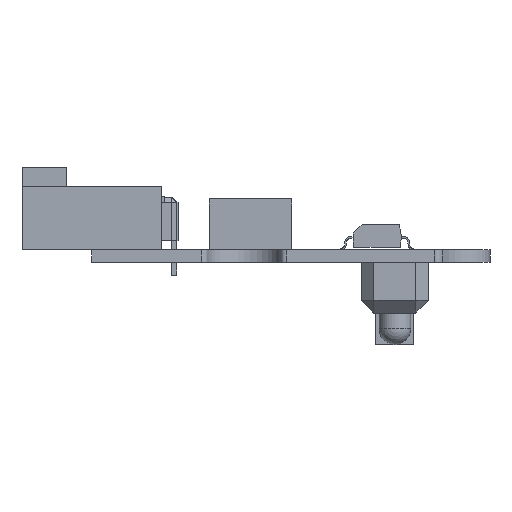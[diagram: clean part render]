
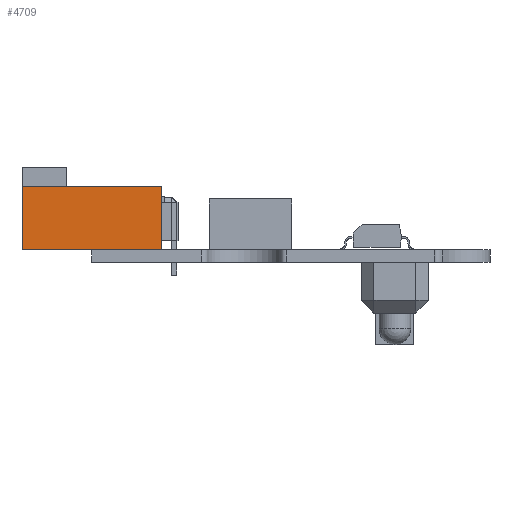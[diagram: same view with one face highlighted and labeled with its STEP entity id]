
A CAD part, front view. The second image highlights one B-rep face of the part: STEP entity #4709.
In plain terms, the highlighted planar face has unit normal (0, -1, 0).
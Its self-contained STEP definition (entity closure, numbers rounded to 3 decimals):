
#1840 = PLANE('',#1841);
#1841 = AXIS2_PLACEMENT_3D('',#1842,#1843,#1844);
#1842 = CARTESIAN_POINT('',(-8.,-4.75,1.));
#1843 = DIRECTION('',(1.,0.,0.));
#1844 = DIRECTION('',(0.,0.,1.));
#1975 = VERTEX_POINT('',#1976);
#1976 = CARTESIAN_POINT('',(-8.,-4.75,6.));
#1990 = PLANE('',#1991);
#1991 = AXIS2_PLACEMENT_3D('',#1992,#1993,#1994);
#1992 = CARTESIAN_POINT('',(-15.5,-4.75,6.));
#1993 = DIRECTION('',(0.,0.,-1.));
#1994 = DIRECTION('',(-1.,0.,0.));
#2002 = EDGE_CURVE('',#2003,#1975,#2005,.T.);
#2003 = VERTEX_POINT('',#2004);
#2004 = CARTESIAN_POINT('',(-8.,-4.75,1.));
#2005 = SURFACE_CURVE('',#2006,(#2010,#2017),.PCURVE_S1.);
#2006 = LINE('',#2007,#2008);
#2007 = CARTESIAN_POINT('',(-8.,-4.75,1.));
#2008 = VECTOR('',#2009,1.);
#2009 = DIRECTION('',(0.,0.,1.));
#2010 = PCURVE('',#1840,#2011);
#2011 = DEFINITIONAL_REPRESENTATION('',(#2012),#2016);
#2012 = LINE('',#2013,#2014);
#2013 = CARTESIAN_POINT('',(0.,0.));
#2014 = VECTOR('',#2015,1.);
#2015 = DIRECTION('',(1.,0.));
#2016 = ( GEOMETRIC_REPRESENTATION_CONTEXT(2) 
PARAMETRIC_REPRESENTATION_CONTEXT() REPRESENTATION_CONTEXT('2D SPACE',''
  ) );
#2017 = PCURVE('',#2018,#2023);
#2018 = PLANE('',#2019);
#2019 = AXIS2_PLACEMENT_3D('',#2020,#2021,#2022);
#2020 = CARTESIAN_POINT('',(-13.5,-4.75,3.5));
#2021 = DIRECTION('',(0.,1.,0.));
#2022 = DIRECTION('',(1.,0.,0.));
#2023 = DEFINITIONAL_REPRESENTATION('',(#2024),#2028);
#2024 = LINE('',#2025,#2026);
#2025 = CARTESIAN_POINT('',(5.5,2.5));
#2026 = VECTOR('',#2027,1.);
#2027 = DIRECTION('',(0.,-1.));
#2028 = ( GEOMETRIC_REPRESENTATION_CONTEXT(2) 
PARAMETRIC_REPRESENTATION_CONTEXT() REPRESENTATION_CONTEXT('2D SPACE',''
  ) );
#2044 = PLANE('',#2045);
#2045 = AXIS2_PLACEMENT_3D('',#2046,#2047,#2048);
#2046 = CARTESIAN_POINT('',(-13.653,0.397,1.));
#2047 = DIRECTION('',(0.,0.,1.));
#2048 = DIRECTION('',(1.,0.,0.));
#2179 = PLANE('',#2180);
#2180 = AXIS2_PLACEMENT_3D('',#2181,#2182,#2183);
#2181 = CARTESIAN_POINT('',(-19.,-4.75,1.));
#2182 = DIRECTION('',(-1.,0.,0.));
#2183 = DIRECTION('',(0.,0.,-1.));
#2306 = VERTEX_POINT('',#2307);
#2307 = CARTESIAN_POINT('',(-19.,-4.75,1.));
#2328 = EDGE_CURVE('',#2329,#2306,#2331,.T.);
#2329 = VERTEX_POINT('',#2330);
#2330 = CARTESIAN_POINT('',(-19.,-4.75,6.));
#2331 = SURFACE_CURVE('',#2332,(#2336,#2343),.PCURVE_S1.);
#2332 = LINE('',#2333,#2334);
#2333 = CARTESIAN_POINT('',(-19.,-4.75,6.));
#2334 = VECTOR('',#2335,1.);
#2335 = DIRECTION('',(0.,0.,-1.));
#2336 = PCURVE('',#2179,#2337);
#2337 = DEFINITIONAL_REPRESENTATION('',(#2338),#2342);
#2338 = LINE('',#2339,#2340);
#2339 = CARTESIAN_POINT('',(-5.,0.));
#2340 = VECTOR('',#2341,1.);
#2341 = DIRECTION('',(1.,0.));
#2342 = ( GEOMETRIC_REPRESENTATION_CONTEXT(2) 
PARAMETRIC_REPRESENTATION_CONTEXT() REPRESENTATION_CONTEXT('2D SPACE',''
  ) );
#2343 = PCURVE('',#2018,#2344);
#2344 = DEFINITIONAL_REPRESENTATION('',(#2345),#2349);
#2345 = LINE('',#2346,#2347);
#2346 = CARTESIAN_POINT('',(-5.5,-2.5));
#2347 = VECTOR('',#2348,1.);
#2348 = DIRECTION('',(0.,1.));
#2349 = ( GEOMETRIC_REPRESENTATION_CONTEXT(2) 
PARAMETRIC_REPRESENTATION_CONTEXT() REPRESENTATION_CONTEXT('2D SPACE',''
  ) );
#4689 = EDGE_CURVE('',#2329,#1975,#4690,.T.);
#4690 = SURFACE_CURVE('',#4691,(#4695,#4702),.PCURVE_S1.);
#4691 = LINE('',#4692,#4693);
#4692 = CARTESIAN_POINT('',(-19.,-4.75,6.));
#4693 = VECTOR('',#4694,1.);
#4694 = DIRECTION('',(1.,0.,0.));
#4695 = PCURVE('',#1990,#4696);
#4696 = DEFINITIONAL_REPRESENTATION('',(#4697),#4701);
#4697 = LINE('',#4698,#4699);
#4698 = CARTESIAN_POINT('',(3.5,0.));
#4699 = VECTOR('',#4700,1.);
#4700 = DIRECTION('',(-1.,0.));
#4701 = ( GEOMETRIC_REPRESENTATION_CONTEXT(2) 
PARAMETRIC_REPRESENTATION_CONTEXT() REPRESENTATION_CONTEXT('2D SPACE',''
  ) );
#4702 = PCURVE('',#2018,#4703);
#4703 = DEFINITIONAL_REPRESENTATION('',(#4704),#4708);
#4704 = LINE('',#4705,#4706);
#4705 = CARTESIAN_POINT('',(-5.5,-2.5));
#4706 = VECTOR('',#4707,1.);
#4707 = DIRECTION('',(1.,0.));
#4708 = ( GEOMETRIC_REPRESENTATION_CONTEXT(2) 
PARAMETRIC_REPRESENTATION_CONTEXT() REPRESENTATION_CONTEXT('2D SPACE',''
  ) );
#4709 = ADVANCED_FACE('',(#4710),#2018,.F.);
#4710 = FACE_BOUND('',#4711,.T.);
#4711 = EDGE_LOOP('',(#4712,#4713,#4714,#4715));
#4712 = ORIENTED_EDGE('',*,*,#2002,.T.);
#4713 = ORIENTED_EDGE('',*,*,#4689,.F.);
#4714 = ORIENTED_EDGE('',*,*,#2328,.T.);
#4715 = ORIENTED_EDGE('',*,*,#4716,.T.);
#4716 = EDGE_CURVE('',#2306,#2003,#4717,.T.);
#4717 = SURFACE_CURVE('',#4718,(#4722,#4729),.PCURVE_S1.);
#4718 = LINE('',#4719,#4720);
#4719 = CARTESIAN_POINT('',(-19.,-4.75,1.));
#4720 = VECTOR('',#4721,1.);
#4721 = DIRECTION('',(1.,0.,0.));
#4722 = PCURVE('',#2018,#4723);
#4723 = DEFINITIONAL_REPRESENTATION('',(#4724),#4728);
#4724 = LINE('',#4725,#4726);
#4725 = CARTESIAN_POINT('',(-5.5,2.5));
#4726 = VECTOR('',#4727,1.);
#4727 = DIRECTION('',(1.,0.));
#4728 = ( GEOMETRIC_REPRESENTATION_CONTEXT(2) 
PARAMETRIC_REPRESENTATION_CONTEXT() REPRESENTATION_CONTEXT('2D SPACE',''
  ) );
#4729 = PCURVE('',#2044,#4730);
#4730 = DEFINITIONAL_REPRESENTATION('',(#4731),#4735);
#4731 = LINE('',#4732,#4733);
#4732 = CARTESIAN_POINT('',(-5.347,-5.147));
#4733 = VECTOR('',#4734,1.);
#4734 = DIRECTION('',(1.,0.));
#4735 = ( GEOMETRIC_REPRESENTATION_CONTEXT(2) 
PARAMETRIC_REPRESENTATION_CONTEXT() REPRESENTATION_CONTEXT('2D SPACE',''
  ) );
